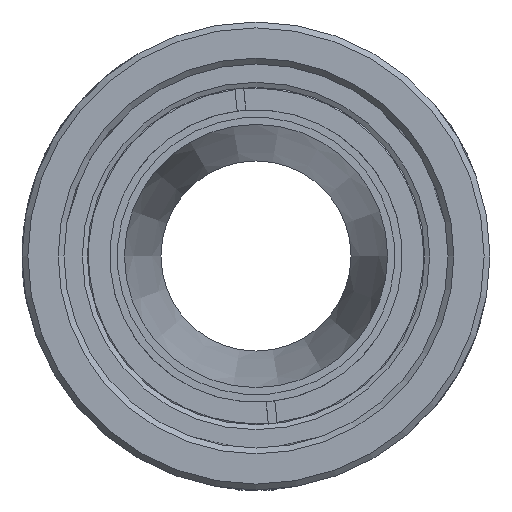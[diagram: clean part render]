
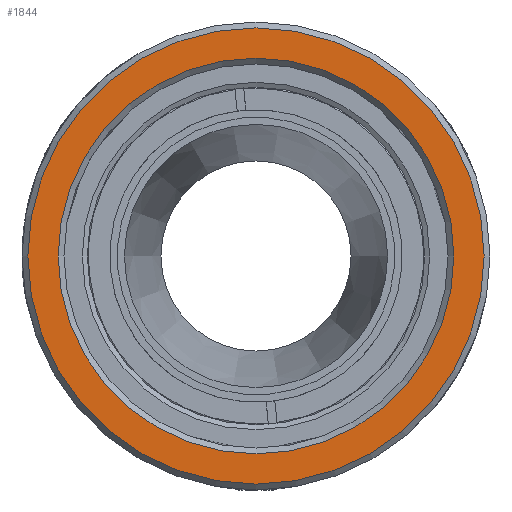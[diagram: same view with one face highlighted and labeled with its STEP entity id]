
A CAD part, left-side view. The second image highlights one B-rep face of the part: STEP entity #1844.
In plain terms, the highlighted planar face has unit normal (-1, 0, 0).
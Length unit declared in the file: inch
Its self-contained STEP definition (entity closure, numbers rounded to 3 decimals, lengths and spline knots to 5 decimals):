
#330=PLANE('',#1954);
#429=FACE_BOUND('',#596,.T.);
#479=FACE_OUTER_BOUND('',#595,.T.);
#595=EDGE_LOOP('',(#1457));
#596=EDGE_LOOP('',(#1458));
#735=CIRCLE('',#1953,0.6765);
#736=CIRCLE('',#1955,0.78);
#941=VERTEX_POINT('',#11151);
#942=VERTEX_POINT('',#11154);
#1185=EDGE_CURVE('',#941,#941,#735,.T.);
#1186=EDGE_CURVE('',#942,#942,#736,.T.);
#1457=ORIENTED_EDGE('',*,*,#1186,.F.);
#1458=ORIENTED_EDGE('',*,*,#1185,.F.);
#1844=ADVANCED_FACE('',(#479,#429),#330,.T.);
#1953=AXIS2_PLACEMENT_3D('',#11152,#2136,#2137);
#1954=AXIS2_PLACEMENT_3D('',#11153,#2138,#2139);
#1955=AXIS2_PLACEMENT_3D('',#11155,#2140,#2141);
#2136=DIRECTION('center_axis',(-1.,0.,0.));
#2137=DIRECTION('ref_axis',(0.,-1.,0.));
#2138=DIRECTION('center_axis',(-1.,0.,0.));
#2139=DIRECTION('ref_axis',(0.,0.,1.));
#2140=DIRECTION('center_axis',(1.,0.,0.));
#2141=DIRECTION('ref_axis',(0.,-1.,0.));
#11151=CARTESIAN_POINT('',(-3.58586,0.6765,0.));
#11152=CARTESIAN_POINT('Origin',(-3.58586,0.,0.));
#11153=CARTESIAN_POINT('Origin',(-3.58586,0.72825,0.));
#11154=CARTESIAN_POINT('',(-3.58586,0.78,0.));
#11155=CARTESIAN_POINT('Origin',(-3.58586,0.,0.));
